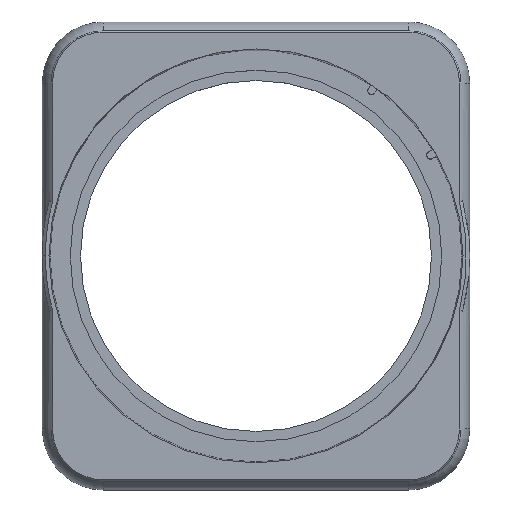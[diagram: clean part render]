
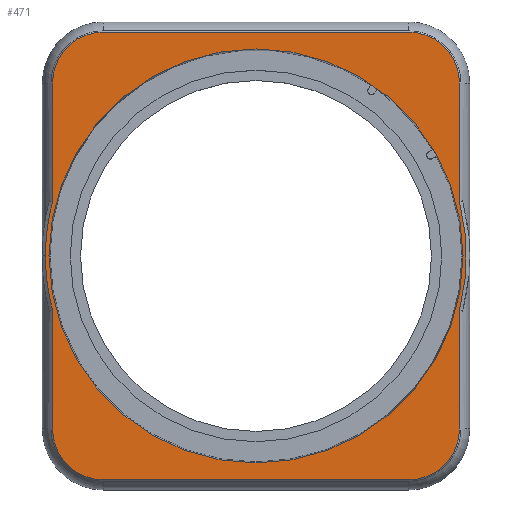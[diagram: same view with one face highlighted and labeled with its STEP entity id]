
A CAD part, top view. The second image highlights one B-rep face of the part: STEP entity #471.
In plain terms, the highlighted planar face has unit normal (0, 0, 1).
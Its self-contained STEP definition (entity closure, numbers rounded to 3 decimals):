
#43 = VECTOR ( 'NONE', #415, 1000. ) ;
#61 = ORIENTED_EDGE ( 'NONE', *, *, #372, .T. ) ;
#74 = LINE ( 'NONE', #700, #1044 ) ;
#76 = DIRECTION ( 'NONE',  ( 0., 0., 1. ) ) ;
#84 = ORIENTED_EDGE ( 'NONE', *, *, #739, .T. ) ;
#88 = CARTESIAN_POINT ( 'NONE',  ( -15., 22., 3. ) ) ;
#90 = ORIENTED_EDGE ( 'NONE', *, *, #1465, .T. ) ;
#105 = ORIENTED_EDGE ( 'NONE', *, *, #814, .T. ) ;
#123 = VECTOR ( 'NONE', #1875, 1000. ) ;
#156 = CARTESIAN_POINT ( 'NONE',  ( 15., 22., 3. ) ) ;
#174 = DIRECTION ( 'NONE',  ( 1., 0., 0. ) ) ;
#176 = LINE ( 'NONE', #1711, #783 ) ;
#223 = VECTOR ( 'NONE', #1351, 1000. ) ;
#227 = CARTESIAN_POINT ( 'NONE',  ( -15., -17., 3. ) ) ;
#230 = CARTESIAN_POINT ( 'NONE',  ( -20.35, 0., 3. ) ) ;
#265 = CARTESIAN_POINT ( 'NONE',  ( 20., 17., 3. ) ) ;
#266 = ORIENTED_EDGE ( 'NONE', *, *, #843, .T. ) ;
#272 = LINE ( 'NONE', #1704, #43 ) ;
#277 = CARTESIAN_POINT ( 'NONE',  ( 15., -22., 3. ) ) ;
#283 = DIRECTION ( 'NONE',  ( 1., 0., 0. ) ) ;
#297 = EDGE_CURVE ( 'NONE', #1016, #1293, #1639, .T. ) ;
#312 = VERTEX_POINT ( 'NONE', #1482 ) ;
#338 = CARTESIAN_POINT ( 'NONE',  ( 15., -22., 3. ) ) ;
#340 = DIRECTION ( 'NONE',  ( 0., 1., 0. ) ) ;
#367 = DIRECTION ( 'NONE',  ( 0., 0., 1. ) ) ;
#370 = DIRECTION ( 'NONE',  ( 1., 0., 0. ) ) ;
#372 = EDGE_CURVE ( 'NONE', #1293, #1042, #1491, .T. ) ;
#379 = AXIS2_PLACEMENT_3D ( 'NONE', #1139, #522, #1766 ) ;
#384 = ORIENTED_EDGE ( 'NONE', *, *, #630, .T. ) ;
#394 = CARTESIAN_POINT ( 'NONE',  ( 20., -17., 3. ) ) ;
#408 = CIRCLE ( 'NONE', #1832, 20.7 ) ;
#415 = DIRECTION ( 'NONE',  ( 0., -1., 0. ) ) ;
#428 = DIRECTION ( 'NONE',  ( -1., 0., 0. ) ) ;
#437 = VERTEX_POINT ( 'NONE', #563 ) ;
#468 = CARTESIAN_POINT ( 'NONE',  ( 0., 0., 3. ) ) ;
#471 = ADVANCED_FACE ( 'NONE', ( #1369, #1026 ), #2001, .T. ) ;
#485 = EDGE_CURVE ( 'NONE', #1089, #1554, #1500, .T. ) ;
#496 = CARTESIAN_POINT ( 'NONE',  ( 20., -5.338, 3. ) ) ;
#522 = DIRECTION ( 'NONE',  ( 0., 0., 1. ) ) ;
#533 = DIRECTION ( 'NONE',  ( 0., 0., 1. ) ) ;
#546 = ORIENTED_EDGE ( 'NONE', *, *, #1861, .T. ) ;
#563 = CARTESIAN_POINT ( 'NONE',  ( 20., 5.338, 3. ) ) ;
#573 = CARTESIAN_POINT ( 'NONE',  ( 0., 0., 3. ) ) ;
#585 = AXIS2_PLACEMENT_3D ( 'NONE', #1655, #367, #689 ) ;
#607 = CARTESIAN_POINT ( 'NONE',  ( 0., 0., 3. ) ) ;
#617 = DIRECTION ( 'NONE',  ( 0., 0., -1. ) ) ;
#630 = EDGE_CURVE ( 'NONE', #1167, #1457, #176, .T. ) ;
#689 = DIRECTION ( 'NONE',  ( 1., 0., 0. ) ) ;
#693 = EDGE_CURVE ( 'NONE', #1042, #1167, #940, .T. ) ;
#700 = CARTESIAN_POINT ( 'NONE',  ( 20., 17., 3. ) ) ;
#739 = EDGE_CURVE ( 'NONE', #437, #1966, #74, .T. ) ;
#783 = VECTOR ( 'NONE', #340, 1000. ) ;
#797 = CARTESIAN_POINT ( 'NONE',  ( -20.7, 0., 3. ) ) ;
#814 = EDGE_CURVE ( 'NONE', #1457, #437, #408, .T. ) ;
#820 = AXIS2_PLACEMENT_3D ( 'NONE', #2025, #1753, #1260 ) ;
#826 = EDGE_CURVE ( 'NONE', #1206, #1417, #845, .T. ) ;
#843 = EDGE_CURVE ( 'NONE', #903, #1016, #272, .T. ) ;
#845 = CIRCLE ( 'NONE', #1827, 20.35 ) ;
#888 = AXIS2_PLACEMENT_3D ( 'NONE', #1358, #76, #1961 ) ;
#903 = VERTEX_POINT ( 'NONE', #2009 ) ;
#904 = DIRECTION ( 'NONE',  ( 0., 0., 1. ) ) ;
#906 = ORIENTED_EDGE ( 'NONE', *, *, #1787, .T. ) ;
#908 = CIRCLE ( 'NONE', #379, 5. ) ;
#914 = ORIENTED_EDGE ( 'NONE', *, *, #1035, .T. ) ;
#940 = CIRCLE ( 'NONE', #585, 5. ) ;
#983 = AXIS2_PLACEMENT_3D ( 'NONE', #227, #533, #370 ) ;
#993 = CARTESIAN_POINT ( 'NONE',  ( -20., 17., 3. ) ) ;
#1016 = VERTEX_POINT ( 'NONE', #1716 ) ;
#1021 = DIRECTION ( 'NONE',  ( 0., 1., 0. ) ) ;
#1026 = FACE_BOUND ( 'NONE', #1257, .T. ) ;
#1035 = EDGE_CURVE ( 'NONE', #312, #1431, #1464, .T. ) ;
#1038 = CARTESIAN_POINT ( 'NONE',  ( -15., -22., 3. ) ) ;
#1042 = VERTEX_POINT ( 'NONE', #338 ) ;
#1044 = VECTOR ( 'NONE', #1021, 1000. ) ;
#1055 = DIRECTION ( 'NONE',  ( 0., 0., 1. ) ) ;
#1084 = ORIENTED_EDGE ( 'NONE', *, *, #297, .T. ) ;
#1089 = VERTEX_POINT ( 'NONE', #156 ) ;
#1130 = EDGE_CURVE ( 'NONE', #1966, #1089, #908, .T. ) ;
#1134 = ORIENTED_EDGE ( 'NONE', *, *, #1980, .T. ) ;
#1139 = CARTESIAN_POINT ( 'NONE',  ( 15., 17., 3. ) ) ;
#1167 = VERTEX_POINT ( 'NONE', #394 ) ;
#1191 = DIRECTION ( 'NONE',  ( 1., 0., 0. ) ) ;
#1206 = VERTEX_POINT ( 'NONE', #230 ) ;
#1257 = EDGE_LOOP ( 'NONE', ( #90, #1616 ) ) ;
#1260 = DIRECTION ( 'NONE',  ( -1., 0., 0. ) ) ;
#1264 = ORIENTED_EDGE ( 'NONE', *, *, #1130, .T. ) ;
#1271 = DIRECTION ( 'NONE',  ( 0., 0., 1. ) ) ;
#1293 = VERTEX_POINT ( 'NONE', #1038 ) ;
#1309 = DIRECTION ( 'NONE',  ( 0., 0., 1. ) ) ;
#1351 = DIRECTION ( 'NONE',  ( -1., 0., 0. ) ) ;
#1358 = CARTESIAN_POINT ( 'NONE',  ( 0., 0., 3. ) ) ;
#1369 = FACE_OUTER_BOUND ( 'NONE', #1767, .T. ) ;
#1385 = ORIENTED_EDGE ( 'NONE', *, *, #693, .T. ) ;
#1417 = VERTEX_POINT ( 'NONE', #2046 ) ;
#1431 = VERTEX_POINT ( 'NONE', #797 ) ;
#1457 = VERTEX_POINT ( 'NONE', #496 ) ;
#1464 = CIRCLE ( 'NONE', #1599, 20.7 ) ;
#1465 = EDGE_CURVE ( 'NONE', #1417, #1206, #1812, .T. ) ;
#1482 = CARTESIAN_POINT ( 'NONE',  ( -20., 5.338, 3. ) ) ;
#1491 = LINE ( 'NONE', #277, #1573 ) ;
#1500 = LINE ( 'NONE', #88, #223 ) ;
#1554 = VERTEX_POINT ( 'NONE', #1921 ) ;
#1562 = CARTESIAN_POINT ( 'NONE',  ( -20., -17., 3. ) ) ;
#1573 = VECTOR ( 'NONE', #1670, 1000. ) ;
#1599 = AXIS2_PLACEMENT_3D ( 'NONE', #468, #1271, #174 ) ;
#1616 = ORIENTED_EDGE ( 'NONE', *, *, #826, .T. ) ;
#1617 = DIRECTION ( 'NONE',  ( 1., 0., 0. ) ) ;
#1639 = CIRCLE ( 'NONE', #983, 5. ) ;
#1655 = CARTESIAN_POINT ( 'NONE',  ( 15., -17., 3. ) ) ;
#1670 = DIRECTION ( 'NONE',  ( 1., 0., 0. ) ) ;
#1675 = AXIS2_PLACEMENT_3D ( 'NONE', #1919, #1309, #1617 ) ;
#1704 = CARTESIAN_POINT ( 'NONE',  ( -20., -17., 3. ) ) ;
#1711 = CARTESIAN_POINT ( 'NONE',  ( 20., 17., 3. ) ) ;
#1716 = CARTESIAN_POINT ( 'NONE',  ( -20., -17., 3. ) ) ;
#1743 = VERTEX_POINT ( 'NONE', #993 ) ;
#1753 = DIRECTION ( 'NONE',  ( 0., 0., -1. ) ) ;
#1766 = DIRECTION ( 'NONE',  ( 1., 0., 0. ) ) ;
#1767 = EDGE_LOOP ( 'NONE', ( #384, #105, #84, #1264, #1814, #906, #1134, #914, #546, #266, #1084, #61, #1385 ) ) ;
#1775 = CIRCLE ( 'NONE', #888, 20.7 ) ;
#1787 = EDGE_CURVE ( 'NONE', #1554, #1743, #1874, .T. ) ;
#1812 = CIRCLE ( 'NONE', #820, 20.35 ) ;
#1814 = ORIENTED_EDGE ( 'NONE', *, *, #485, .T. ) ;
#1827 = AXIS2_PLACEMENT_3D ( 'NONE', #1831, #617, #428 ) ;
#1831 = CARTESIAN_POINT ( 'NONE',  ( 0., 0., 3. ) ) ;
#1832 = AXIS2_PLACEMENT_3D ( 'NONE', #607, #904, #283 ) ;
#1854 = LINE ( 'NONE', #1562, #123 ) ;
#1861 = EDGE_CURVE ( 'NONE', #1431, #903, #1775, .T. ) ;
#1874 = CIRCLE ( 'NONE', #1675, 5. ) ;
#1875 = DIRECTION ( 'NONE',  ( 0., -1., 0. ) ) ;
#1919 = CARTESIAN_POINT ( 'NONE',  ( -15., 17., 3. ) ) ;
#1921 = CARTESIAN_POINT ( 'NONE',  ( -15., 22., 3. ) ) ;
#1961 = DIRECTION ( 'NONE',  ( 1., 0., 0. ) ) ;
#1966 = VERTEX_POINT ( 'NONE', #265 ) ;
#1980 = EDGE_CURVE ( 'NONE', #1743, #312, #1854, .T. ) ;
#2001 = PLANE ( 'NONE',  #2004 ) ;
#2004 = AXIS2_PLACEMENT_3D ( 'NONE', #573, #1055, #1191 ) ;
#2009 = CARTESIAN_POINT ( 'NONE',  ( -20., -5.338, 3. ) ) ;
#2025 = CARTESIAN_POINT ( 'NONE',  ( 0., 0., 3. ) ) ;
#2046 = CARTESIAN_POINT ( 'NONE',  ( 20.35, 0., 3. ) ) ;
